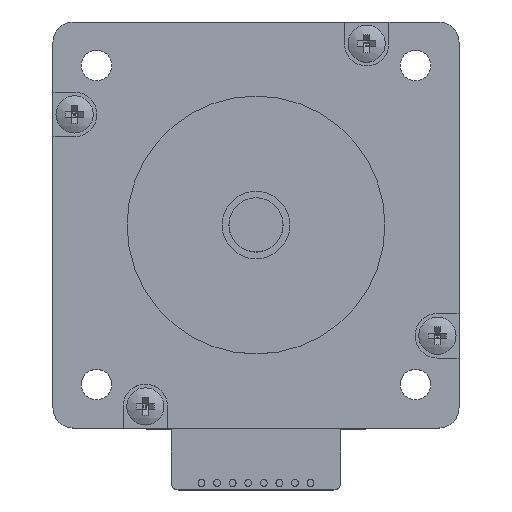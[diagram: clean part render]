
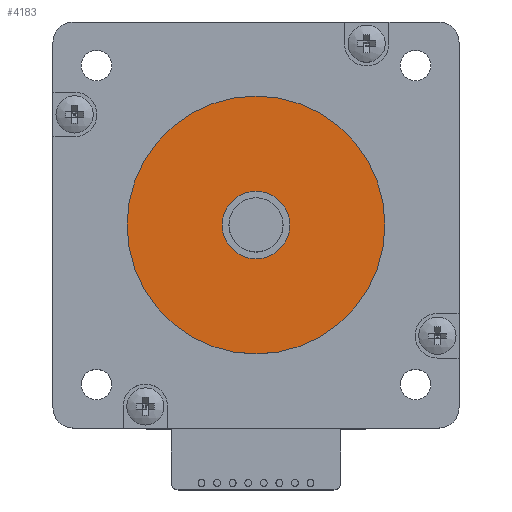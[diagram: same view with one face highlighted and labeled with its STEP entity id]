
A CAD part, top view. The second image highlights one B-rep face of the part: STEP entity #4183.
In plain terms, the highlighted planar face has unit normal (0, 0, 1).
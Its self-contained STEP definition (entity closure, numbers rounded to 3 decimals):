
#208=FACE_BOUND('',#1014,.T.);
#355=CIRCLE('',#4555,5.);
#416=CIRCLE('',#4677,19.05);
#685=FACE_OUTER_BOUND('',#1013,.T.);
#1013=EDGE_LOOP('',(#3722));
#1014=EDGE_LOOP('',(#3723));
#1951=VERTEX_POINT('',#6807);
#2068=VERTEX_POINT('',#7150);
#2456=EDGE_CURVE('',#1951,#1951,#355,.T.);
#2621=EDGE_CURVE('',#2068,#2068,#416,.T.);
#3722=ORIENTED_EDGE('',*,*,#2621,.T.);
#3723=ORIENTED_EDGE('',*,*,#2456,.T.);
#3914=PLANE('',#4678);
#4183=ADVANCED_FACE('',(#685,#208),#3914,.F.);
#4555=AXIS2_PLACEMENT_3D('',#6808,#5618,#5619);
#4677=AXIS2_PLACEMENT_3D('',#7151,#5966,#5967);
#4678=AXIS2_PLACEMENT_3D('',#7152,#5968,#5969);
#5618=DIRECTION('center_axis',(0.,0.,
-1.));
#5619=DIRECTION('ref_axis',(1.,0.,0.));
#5966=DIRECTION('center_axis',(0.,0.,
1.));
#5967=DIRECTION('ref_axis',(-1.,0.,0.));
#5968=DIRECTION('center_axis',(0.,0.,
-1.));
#5969=DIRECTION('ref_axis',(0.,1.,0.));
#6807=CARTESIAN_POINT('',(5.5,0.,9.6));
#6808=CARTESIAN_POINT('Origin',(0.5,0.,9.6));
#7150=CARTESIAN_POINT('',(19.55,0.,9.6));
#7151=CARTESIAN_POINT('Origin',(0.5,0.,9.6));
#7152=CARTESIAN_POINT('Origin',(0.5,0.,
9.6));
